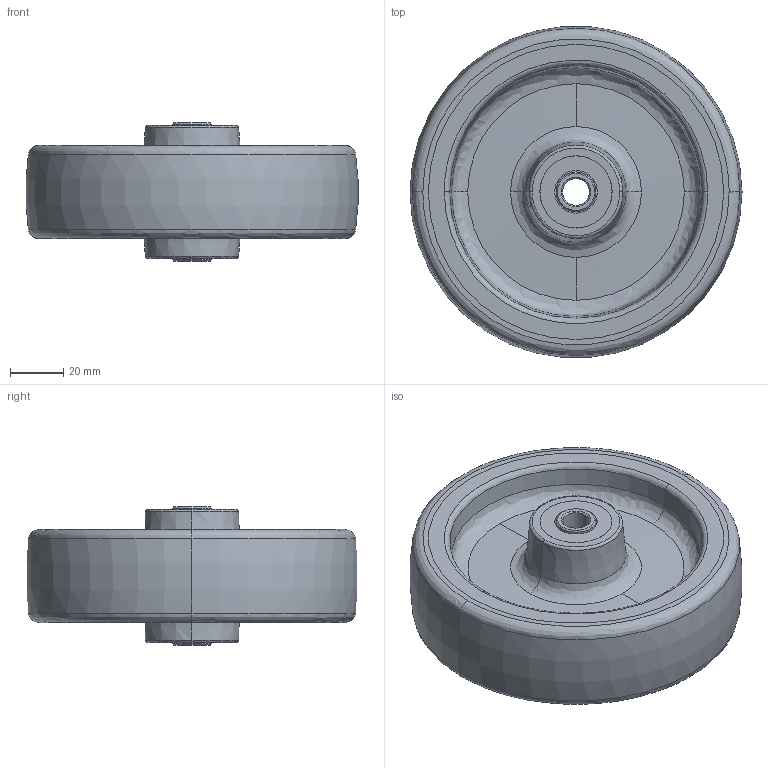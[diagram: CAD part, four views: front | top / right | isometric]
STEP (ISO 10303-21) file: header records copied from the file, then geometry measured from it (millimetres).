
FILE_DESCRIPTION (( 'STEP AP214' ), '1' );
FILE_NAME ('0056720.step', '2024-04-12T08:29:17', ( '' ), ( '' ), 'SwSTEP 2.0', 'SolidWorks 2020', '' );
FILE_SCHEMA (( 'AUTOMOTIVE_DESIGN' ));
Length unit declared in the file: millimetre
Products named in the file (1): 0056720
Bounding box: 124.78 x 124.35 x 52 mm (x, y, z)
Volume: 277540.3 mm3; surface area: 48528.9 mm2
Topology: 1 solids, 1 shells, 65 faces, 138 edges, 84 vertices
Faces by surface type: bspline 20, cone 20, cylinder 12, plane 11, torus 2
Entity records: 2915 total; most frequent: CARTESIAN_POINT 856, DIRECTION 312, ORIENTED_EDGE 276, AXIS2_PLACEMENT_3D 140, EDGE_CURVE 138, CIRCLE 94, VERTEX_POINT 84, EDGE_LOOP 76
